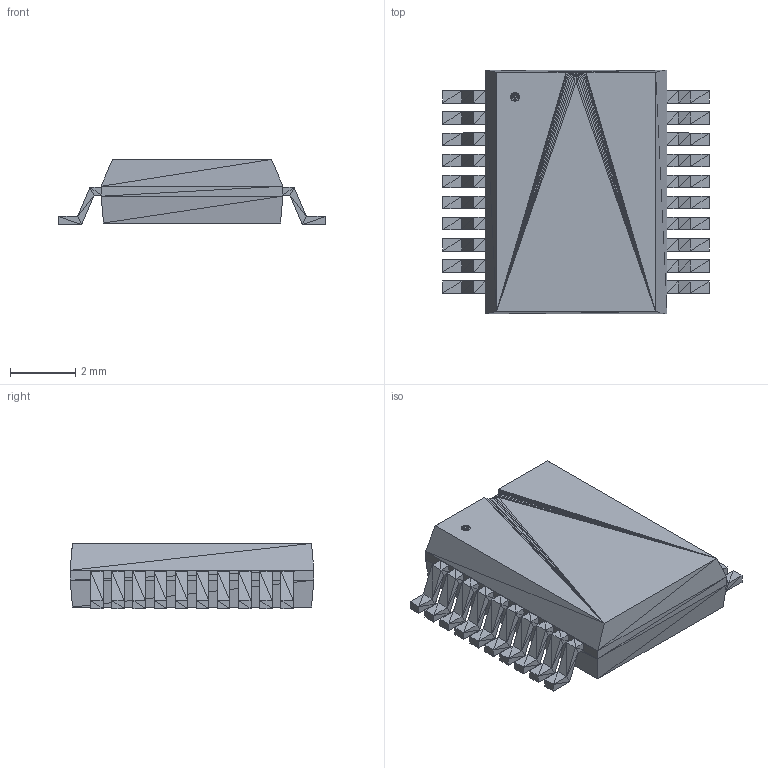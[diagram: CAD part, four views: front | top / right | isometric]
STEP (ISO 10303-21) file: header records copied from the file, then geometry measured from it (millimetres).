
FILE_DESCRIPTION(('STEP AP214'),'1');
FILE_NAME('SSOP20_MC','2018-11-11T14:47:26',(''),(''),'','','');
FILE_SCHEMA(('AUTOMOTIVE_DESIGN'));
Length unit declared in the file: millimetre
Products named in the file (1): product
Bounding box: 8.2 x 7.49 x 2.01 mm (x, y, z)
Surface area: 178.4 mm2 (no closed solid volume)
Topology: 0 solids, 789 shells, 789 faces, 2367 edges, 2367 vertices
Faces by surface type: plane 789
Entity records: 26096 total; most frequent: CARTESIAN_POINT 5524, DIRECTION 3947, ORIENTED_EDGE 2367, EDGE_CURVE 2367, VERTEX_POINT 2367, LINE 2367, VECTOR 2367, AXIS2_PLACEMENT_3D 790
